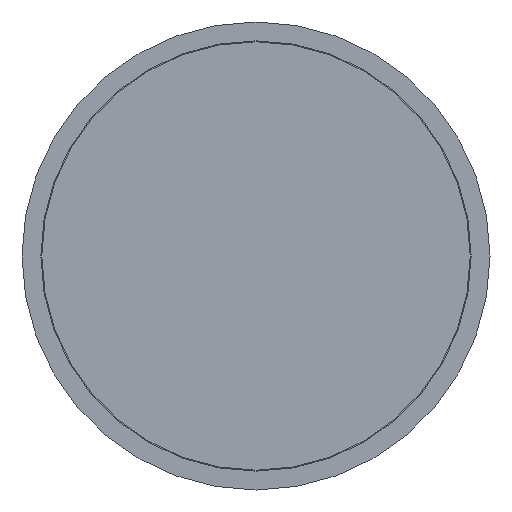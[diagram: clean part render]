
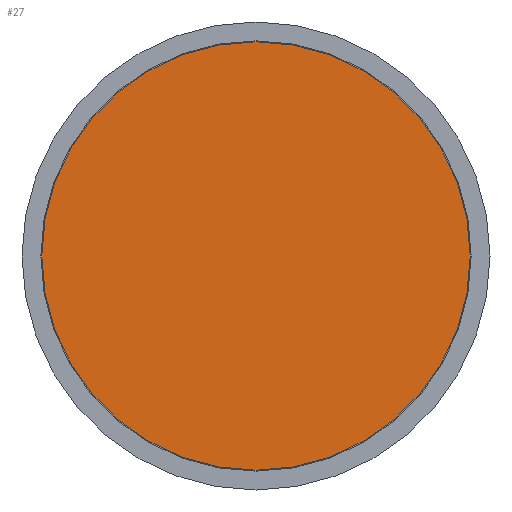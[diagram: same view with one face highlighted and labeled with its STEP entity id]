
A CAD part, front view. The second image highlights one B-rep face of the part: STEP entity #27.
In plain terms, the highlighted planar face has unit normal (0, -1, 0).
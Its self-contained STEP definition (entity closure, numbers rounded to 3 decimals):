
#27 = ADVANCED_FACE ( 'NONE', ( #994 ), #602, .F. ) ;
#167 = AXIS2_PLACEMENT_3D ( 'NONE', #320, #168, #780 ) ;
#168 = DIRECTION ( 'NONE',  ( 0., -1., 0. ) ) ;
#217 = DIRECTION ( 'NONE',  ( 0., 1., 0. ) ) ;
#239 = EDGE_CURVE ( 'NONE', #594, #594, #649, .T. ) ;
#320 = CARTESIAN_POINT ( 'NONE',  ( 0., 0., 0. ) ) ;
#368 = CARTESIAN_POINT ( 'NONE',  ( 0., 0., -56.75 ) ) ;
#525 = DIRECTION ( 'NONE',  ( 0., 0., 1. ) ) ;
#594 = VERTEX_POINT ( 'NONE', #368 ) ;
#602 = PLANE ( 'NONE',  #876 ) ;
#638 = EDGE_LOOP ( 'NONE', ( #704 ) ) ;
#649 = CIRCLE ( 'NONE', #167, 56.75 ) ;
#704 = ORIENTED_EDGE ( 'NONE', *, *, #239, .T. ) ;
#780 = DIRECTION ( 'NONE',  ( 0., 0., -1. ) ) ;
#876 = AXIS2_PLACEMENT_3D ( 'NONE', #916, #217, #525 ) ;
#916 = CARTESIAN_POINT ( 'NONE',  ( -56.75, 0., 0. ) ) ;
#994 = FACE_OUTER_BOUND ( 'NONE', #638, .T. ) ;
